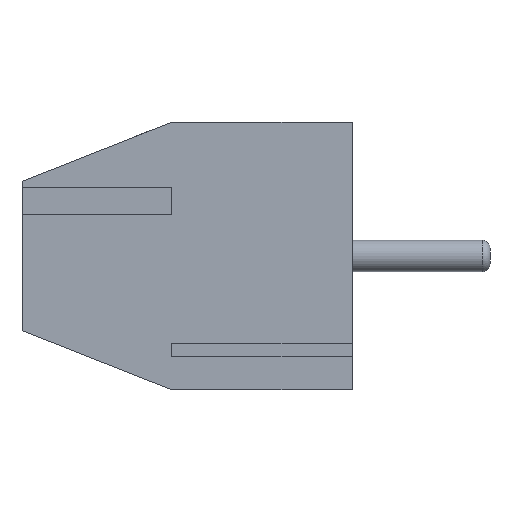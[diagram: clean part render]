
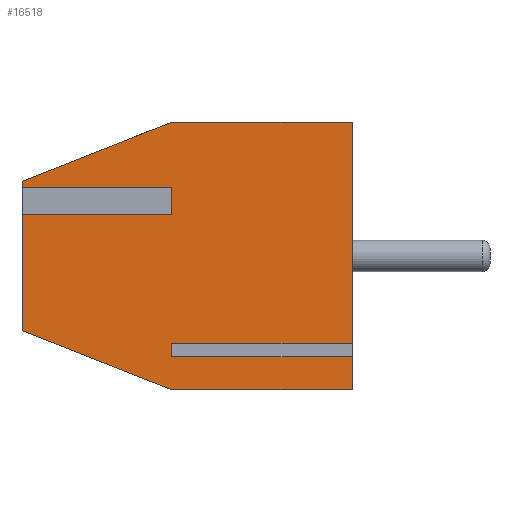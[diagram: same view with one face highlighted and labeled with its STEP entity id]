
A CAD part, left-side view. The second image highlights one B-rep face of the part: STEP entity #16518.
In plain terms, the highlighted planar face has unit normal (-1, 0, 0).
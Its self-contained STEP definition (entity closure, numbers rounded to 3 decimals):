
#503 = VERTEX_POINT ( 'NONE', #4512 ) ;
#747 = LINE ( 'NONE', #21884, #3749 ) ;
#786 = VERTEX_POINT ( 'NONE', #5794 ) ;
#1098 = EDGE_CURVE ( 'NONE', #19439, #19034, #16569, .T. ) ;
#1364 = ORIENTED_EDGE ( 'NONE', *, *, #1098, .F. ) ;
#1887 = CARTESIAN_POINT ( 'NONE',  ( 0., 4.6, 0.832 ) ) ;
#1890 = CARTESIAN_POINT ( 'NONE',  ( 0., 8.4, 4.968 ) ) ;
#1906 = VERTEX_POINT ( 'NONE', #25896 ) ;
#2415 = CARTESIAN_POINT ( 'NONE',  ( 0., 8.4, 4.968 ) ) ;
#2492 = DIRECTION ( 'NONE',  ( 0., 0., 1. ) ) ;
#2796 = VECTOR ( 'NONE', #13866, 1000. ) ;
#2917 = EDGE_CURVE ( 'NONE', #22672, #503, #12409, .T. ) ;
#3255 = ORIENTED_EDGE ( 'NONE', *, *, #15707, .T. ) ;
#3289 = DIRECTION ( 'NONE',  ( 0., -1., 0. ) ) ;
#3536 = AXIS2_PLACEMENT_3D ( 'NONE', #11478, #9400, #17823 ) ;
#3749 = VECTOR ( 'NONE', #19815, 1000. ) ;
#3837 = ORIENTED_EDGE ( 'NONE', *, *, #2917, .F. ) ;
#3898 = ORIENTED_EDGE ( 'NONE', *, *, #9709, .F. ) ;
#4138 = CARTESIAN_POINT ( 'NONE',  ( 0., 4.6, 0.832 ) ) ;
#4325 = DIRECTION ( 'NONE',  ( 0., -0.93, 0.367 ) ) ;
#4512 = CARTESIAN_POINT ( 'NONE',  ( 0., 0., 0.832 ) ) ;
#4747 = EDGE_LOOP ( 'NONE', ( #6525, #16509, #3898, #15396, #14237, #18038, #14032, #9078, #1364, #5341, #5473, #20812, #3837, #3255 ) ) ;
#4796 = EDGE_CURVE ( 'NONE', #16527, #503, #5693, .T. ) ;
#5042 = CARTESIAN_POINT ( 'NONE',  ( 0., 8.4, 4.632 ) ) ;
#5159 = EDGE_CURVE ( 'NONE', #8121, #20013, #20725, .T. ) ;
#5341 = ORIENTED_EDGE ( 'NONE', *, *, #11630, .F. ) ;
#5473 = ORIENTED_EDGE ( 'NONE', *, *, #8393, .T. ) ;
#5642 = VERTEX_POINT ( 'NONE', #10954 ) ;
#5693 = LINE ( 'NONE', #12062, #25752 ) ;
#5794 = CARTESIAN_POINT ( 'NONE',  ( 0., 4.6, 4.632 ) ) ;
#5823 = VECTOR ( 'NONE', #2492, 1000. ) ;
#6525 = ORIENTED_EDGE ( 'NONE', *, *, #10589, .T. ) ;
#6859 = VECTOR ( 'NONE', #10308, 1000. ) ;
#6936 = VECTOR ( 'NONE', #4325, 1000. ) ;
#7989 = CARTESIAN_POINT ( 'NONE',  ( 0., 4.6, 6.8 ) ) ;
#8121 = VERTEX_POINT ( 'NONE', #25816 ) ;
#8393 = EDGE_CURVE ( 'NONE', #5642, #16527, #21621, .T. ) ;
#8727 = CARTESIAN_POINT ( 'NONE',  ( 0., 4.6, 1.168 ) ) ;
#9078 = ORIENTED_EDGE ( 'NONE', *, *, #15229, .F. ) ;
#9276 = EDGE_CURVE ( 'NONE', #26527, #14165, #19293, .T. ) ;
#9400 = DIRECTION ( 'NONE',  ( 1., 0., 0. ) ) ;
#9709 = EDGE_CURVE ( 'NONE', #9917, #20013, #20616, .T. ) ;
#9917 = VERTEX_POINT ( 'NONE', #7989 ) ;
#10308 = DIRECTION ( 'NONE',  ( 0., -1., 0. ) ) ;
#10589 = EDGE_CURVE ( 'NONE', #25409, #8121, #24297, .T. ) ;
#10655 = CARTESIAN_POINT ( 'NONE',  ( 0., 8.4, 5.3 ) ) ;
#10954 = CARTESIAN_POINT ( 'NONE',  ( 0., 4.6, 0. ) ) ;
#11478 = CARTESIAN_POINT ( 'NONE',  ( 0., 8.4, 6.8 ) ) ;
#11630 = EDGE_CURVE ( 'NONE', #5642, #19439, #747, .T. ) ;
#12062 = CARTESIAN_POINT ( 'NONE',  ( 0., 0., 6.8 ) ) ;
#12409 = LINE ( 'NONE', #1887, #6859 ) ;
#12974 = VECTOR ( 'NONE', #27050, 1000. ) ;
#13207 = DIRECTION ( 'NONE',  ( 0., -1., 0. ) ) ;
#13214 = CARTESIAN_POINT ( 'NONE',  ( 0., 4.6, 4.968 ) ) ;
#13485 = DIRECTION ( 'NONE',  ( 0., -1., 0. ) ) ;
#13866 = DIRECTION ( 'NONE',  ( 0., -1., 0. ) ) ;
#14032 = ORIENTED_EDGE ( 'NONE', *, *, #24948, .T. ) ;
#14165 = VERTEX_POINT ( 'NONE', #13214 ) ;
#14237 = ORIENTED_EDGE ( 'NONE', *, *, #19125, .F. ) ;
#14462 = CARTESIAN_POINT ( 'NONE',  ( 0., 4.6, 0.832 ) ) ;
#14500 = CARTESIAN_POINT ( 'NONE',  ( 0., 0., 6.8 ) ) ;
#14554 = VECTOR ( 'NONE', #25338, 1000. ) ;
#14972 = CARTESIAN_POINT ( 'NONE',  ( 0., 8.4, 6.8 ) ) ;
#15148 = CARTESIAN_POINT ( 'NONE',  ( 0., 8.4, 0. ) ) ;
#15229 = EDGE_CURVE ( 'NONE', #19034, #786, #23989, .T. ) ;
#15235 = VECTOR ( 'NONE', #3289, 1000. ) ;
#15396 = ORIENTED_EDGE ( 'NONE', *, *, #25413, .F. ) ;
#15575 = VECTOR ( 'NONE', #23731, 1000. ) ;
#15707 = EDGE_CURVE ( 'NONE', #22672, #25409, #16930, .T. ) ;
#16509 = ORIENTED_EDGE ( 'NONE', *, *, #5159, .T. ) ;
#16518 = ADVANCED_FACE ( 'NONE', ( #17962 ), #19930, .F. ) ;
#16527 = VERTEX_POINT ( 'NONE', #26414 ) ;
#16569 = LINE ( 'NONE', #24977, #12974 ) ;
#16930 = LINE ( 'NONE', #14462, #14554 ) ;
#17187 = VECTOR ( 'NONE', #13485, 1000. ) ;
#17286 = LINE ( 'NONE', #14972, #5823 ) ;
#17823 = DIRECTION ( 'NONE',  ( 0., 0., -1. ) ) ;
#17962 = FACE_OUTER_BOUND ( 'NONE', #4747, .T. ) ;
#18038 = ORIENTED_EDGE ( 'NONE', *, *, #9276, .T. ) ;
#18575 = VECTOR ( 'NONE', #13207, 1000. ) ;
#19034 = VERTEX_POINT ( 'NONE', #20253 ) ;
#19065 = CARTESIAN_POINT ( 'NONE',  ( 0., 0., 6.8 ) ) ;
#19125 = EDGE_CURVE ( 'NONE', #26527, #1906, #17286, .T. ) ;
#19293 = LINE ( 'NONE', #2415, #15575 ) ;
#19391 = LINE ( 'NONE', #10655, #6936 ) ;
#19439 = VERTEX_POINT ( 'NONE', #20438 ) ;
#19815 = DIRECTION ( 'NONE',  ( 0., 0.93, 0.367 ) ) ;
#19930 = PLANE ( 'NONE',  #3536 ) ;
#20013 = VERTEX_POINT ( 'NONE', #19065 ) ;
#20253 = CARTESIAN_POINT ( 'NONE',  ( 0., 8.4, 4.632 ) ) ;
#20438 = CARTESIAN_POINT ( 'NONE',  ( 0., 8.4, 1.5 ) ) ;
#20616 = LINE ( 'NONE', #26548, #2796 ) ;
#20725 = LINE ( 'NONE', #14500, #22833 ) ;
#20812 = ORIENTED_EDGE ( 'NONE', *, *, #4796, .T. ) ;
#21621 = LINE ( 'NONE', #15148, #18575 ) ;
#21884 = CARTESIAN_POINT ( 'NONE',  ( 0., 8.4, 1.5 ) ) ;
#22230 = CARTESIAN_POINT ( 'NONE',  ( 0., 4.6, 1.168 ) ) ;
#22495 = LINE ( 'NONE', #26886, #25894 ) ;
#22672 = VERTEX_POINT ( 'NONE', #4138 ) ;
#22833 = VECTOR ( 'NONE', #22935, 1000. ) ;
#22935 = DIRECTION ( 'NONE',  ( 0., 0., 1. ) ) ;
#23731 = DIRECTION ( 'NONE',  ( 0., -1., 0. ) ) ;
#23989 = LINE ( 'NONE', #5042, #17187 ) ;
#24146 = DIRECTION ( 'NONE',  ( 0., 0., -1. ) ) ;
#24297 = LINE ( 'NONE', #22230, #15235 ) ;
#24759 = DIRECTION ( 'NONE',  ( 0., 0., 1. ) ) ;
#24948 = EDGE_CURVE ( 'NONE', #14165, #786, #22495, .T. ) ;
#24977 = CARTESIAN_POINT ( 'NONE',  ( 0., 8.4, 6.8 ) ) ;
#25338 = DIRECTION ( 'NONE',  ( 0., 0., 1. ) ) ;
#25409 = VERTEX_POINT ( 'NONE', #8727 ) ;
#25413 = EDGE_CURVE ( 'NONE', #1906, #9917, #19391, .T. ) ;
#25752 = VECTOR ( 'NONE', #24759, 1000. ) ;
#25816 = CARTESIAN_POINT ( 'NONE',  ( 0., 0., 1.168 ) ) ;
#25894 = VECTOR ( 'NONE', #24146, 1000. ) ;
#25896 = CARTESIAN_POINT ( 'NONE',  ( 0., 8.4, 5.3 ) ) ;
#26414 = CARTESIAN_POINT ( 'NONE',  ( 0., 0., 0. ) ) ;
#26527 = VERTEX_POINT ( 'NONE', #1890 ) ;
#26548 = CARTESIAN_POINT ( 'NONE',  ( 0., 8.4, 6.8 ) ) ;
#26886 = CARTESIAN_POINT ( 'NONE',  ( 0., 4.6, 4.968 ) ) ;
#27050 = DIRECTION ( 'NONE',  ( 0., 0., 1. ) ) ;
